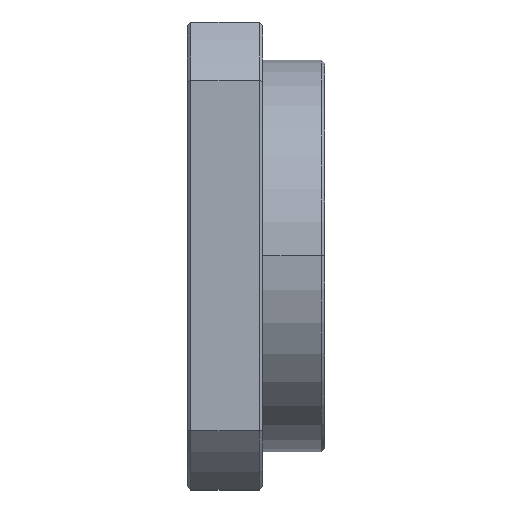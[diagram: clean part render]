
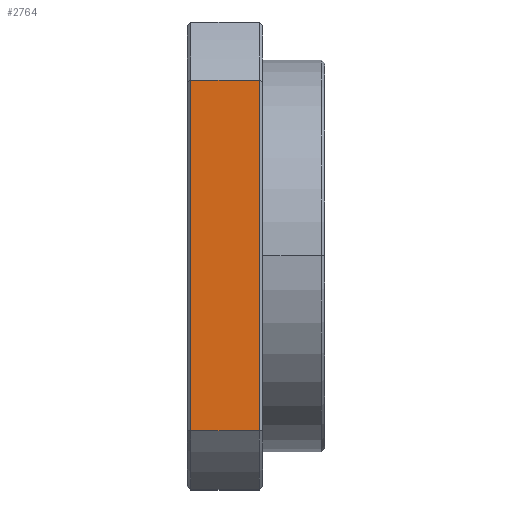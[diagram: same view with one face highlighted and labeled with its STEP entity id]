
A CAD part, top view. The second image highlights one B-rep face of the part: STEP entity #2764.
In plain terms, the highlighted planar face has unit normal (0, 0, 1).
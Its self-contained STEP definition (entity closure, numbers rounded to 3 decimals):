
#6 = CARTESIAN_POINT ( 'NONE',  ( 10.5, -34., 34. ) ) ;
#650 = VERTEX_POINT ( 'NONE', #4568 ) ;
#768 = DIRECTION ( 'NONE',  ( 0., 1., 0. ) ) ;
#1211 = ORIENTED_EDGE ( 'NONE', *, *, #6290, .T. ) ;
#1675 = LINE ( 'NONE', #2183, #4039 ) ;
#1797 = VERTEX_POINT ( 'NONE', #5907 ) ;
#2183 = CARTESIAN_POINT ( 'NONE',  ( 50., 25.5, 34. ) ) ;
#2274 = AXIS2_PLACEMENT_3D ( 'NONE', #2809, #2780, #4342 ) ;
#2601 = EDGE_CURVE ( 'NONE', #1797, #650, #3448, .T. ) ;
#2764 = ADVANCED_FACE ( 'NONE', ( #5470 ), #4009, .T. ) ;
#2780 = DIRECTION ( 'NONE',  ( 0., 0., 1. ) ) ;
#2798 = VERTEX_POINT ( 'NONE', #6319 ) ;
#2809 = CARTESIAN_POINT ( 'NONE',  ( 50., -34., 34. ) ) ;
#2877 = ORIENTED_EDGE ( 'NONE', *, *, #5638, .F. ) ;
#3319 = DIRECTION ( 'NONE',  ( -1., 0., 0. ) ) ;
#3387 = EDGE_CURVE ( 'NONE', #4165, #2798, #4830, .T. ) ;
#3448 = LINE ( 'NONE', #6, #6349 ) ;
#3475 = DIRECTION ( 'NONE',  ( 0., 1., 0. ) ) ;
#3749 = LINE ( 'NONE', #4410, #5765 ) ;
#3754 = ORIENTED_EDGE ( 'NONE', *, *, #3387, .F. ) ;
#3994 = VECTOR ( 'NONE', #768, 1000. ) ;
#4009 = PLANE ( 'NONE',  #2274 ) ;
#4039 = VECTOR ( 'NONE', #3319, 1000. ) ;
#4165 = VERTEX_POINT ( 'NONE', #5493 ) ;
#4342 = DIRECTION ( 'NONE',  ( 1., 0., 0. ) ) ;
#4410 = CARTESIAN_POINT ( 'NONE',  ( -81.647, -25.5, 34. ) ) ;
#4568 = CARTESIAN_POINT ( 'NONE',  ( 10.5, 25.5, 34. ) ) ;
#4830 = LINE ( 'NONE', #5191, #3994 ) ;
#5191 = CARTESIAN_POINT ( 'NONE',  ( 0.5, -34., 34. ) ) ;
#5470 = FACE_OUTER_BOUND ( 'NONE', #5813, .T. ) ;
#5493 = CARTESIAN_POINT ( 'NONE',  ( 0.5, -25.5, 34. ) ) ;
#5638 = EDGE_CURVE ( 'NONE', #1797, #4165, #3749, .T. ) ;
#5694 = DIRECTION ( 'NONE',  ( -1., 0., 0. ) ) ;
#5765 = VECTOR ( 'NONE', #5694, 1000. ) ;
#5813 = EDGE_LOOP ( 'NONE', ( #2877, #6175, #1211, #3754 ) ) ;
#5907 = CARTESIAN_POINT ( 'NONE',  ( 10.5, -25.5, 34. ) ) ;
#6175 = ORIENTED_EDGE ( 'NONE', *, *, #2601, .T. ) ;
#6290 = EDGE_CURVE ( 'NONE', #650, #2798, #1675, .T. ) ;
#6319 = CARTESIAN_POINT ( 'NONE',  ( 0.5, 25.5, 34. ) ) ;
#6349 = VECTOR ( 'NONE', #3475, 1000. ) ;
